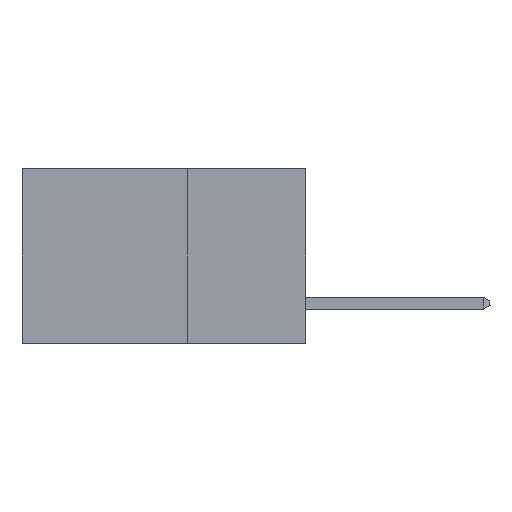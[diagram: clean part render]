
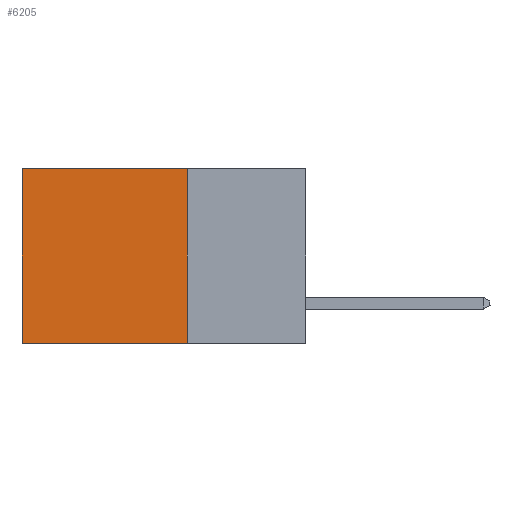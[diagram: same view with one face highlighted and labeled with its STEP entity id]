
A CAD part, left-side view. The second image highlights one B-rep face of the part: STEP entity #6205.
In plain terms, the highlighted planar face has unit normal (-1, 0, 0).
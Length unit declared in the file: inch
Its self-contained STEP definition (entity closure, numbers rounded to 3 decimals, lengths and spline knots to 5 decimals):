
#107 = VERTEX_POINT ( 'NONE', #10854 ) ;
#1233 = FACE_OUTER_BOUND ( 'NONE', #5560, .T. ) ;
#1253 = VECTOR ( 'NONE', #3153, 39.37008 ) ;
#2056 = ORIENTED_EDGE ( 'NONE', *, *, #8157, .T. ) ;
#2259 = ORIENTED_EDGE ( 'NONE', *, *, #3423, .T. ) ;
#3118 = AXIS2_PLACEMENT_3D ( 'NONE', #3900, #7498, #10227 ) ;
#3153 = DIRECTION ( 'NONE',  ( 0., 0., -1. ) ) ;
#3197 = CARTESIAN_POINT ( 'NONE',  ( 0.298, 0.25, 0. ) ) ;
#3369 = LINE ( 'NONE', #9274, #9078 ) ;
#3423 = EDGE_CURVE ( 'NONE', #10780, #6993, #8010, .T. ) ;
#3459 = ORIENTED_EDGE ( 'NONE', *, *, #4053, .F. ) ;
#3900 = CARTESIAN_POINT ( 'NONE',  ( 0.298, 0.25, 0. ) ) ;
#4053 = EDGE_CURVE ( 'NONE', #107, #10108, #5897, .T. ) ;
#4585 = EDGE_CURVE ( 'NONE', #10780, #107, #8264, .T. ) ;
#4625 = CARTESIAN_POINT ( 'NONE',  ( 0.298, 0.25, 0. ) ) ;
#5541 = DIRECTION ( 'NONE',  ( 0., 0., -1. ) ) ;
#5560 = EDGE_LOOP ( 'NONE', ( #2056, #3459, #9083, #2259 ) ) ;
#5606 = CARTESIAN_POINT ( 'NONE',  ( 0.298, 0.25, 0. ) ) ;
#5873 = CARTESIAN_POINT ( 'NONE',  ( 0.298, 0.6, 0. ) ) ;
#5897 = LINE ( 'NONE', #6666, #6443 ) ;
#6205 = ADVANCED_FACE ( 'NONE', ( #1233 ), #8338, .F. ) ;
#6443 = VECTOR ( 'NONE', #8581, 39.37008 ) ;
#6580 = DIRECTION ( 'NONE',  ( 0., 1., 0. ) ) ;
#6666 = CARTESIAN_POINT ( 'NONE',  ( 0.298, 0.25, -0.37 ) ) ;
#6993 = VERTEX_POINT ( 'NONE', #5873 ) ;
#7498 = DIRECTION ( 'NONE',  ( 1., 0., 0. ) ) ;
#8010 = LINE ( 'NONE', #4625, #10680 ) ;
#8157 = EDGE_CURVE ( 'NONE', #6993, #10108, #3369, .T. ) ;
#8264 = LINE ( 'NONE', #3197, #1253 ) ;
#8338 = PLANE ( 'NONE',  #3118 ) ;
#8581 = DIRECTION ( 'NONE',  ( 0., 1., 0. ) ) ;
#9078 = VECTOR ( 'NONE', #5541, 39.37008 ) ;
#9083 = ORIENTED_EDGE ( 'NONE', *, *, #4585, .F. ) ;
#9274 = CARTESIAN_POINT ( 'NONE',  ( 0.298, 0.6, 0. ) ) ;
#9397 = CARTESIAN_POINT ( 'NONE',  ( 0.298, 0.6, -0.37 ) ) ;
#10108 = VERTEX_POINT ( 'NONE', #9397 ) ;
#10227 = DIRECTION ( 'NONE',  ( 0., 0., -1. ) ) ;
#10680 = VECTOR ( 'NONE', #6580, 39.37008 ) ;
#10780 = VERTEX_POINT ( 'NONE', #5606 ) ;
#10854 = CARTESIAN_POINT ( 'NONE',  ( 0.298, 0.25, -0.37 ) ) ;
